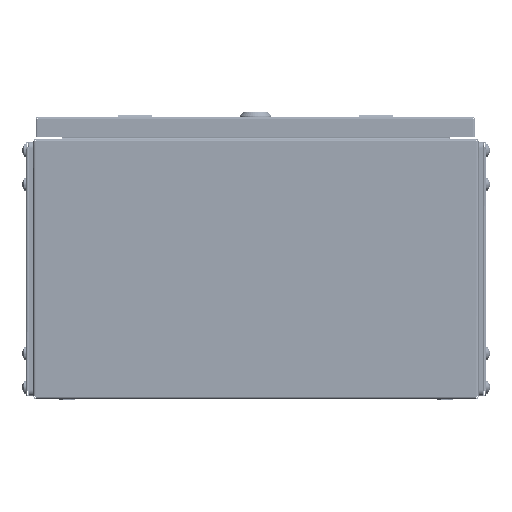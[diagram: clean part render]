
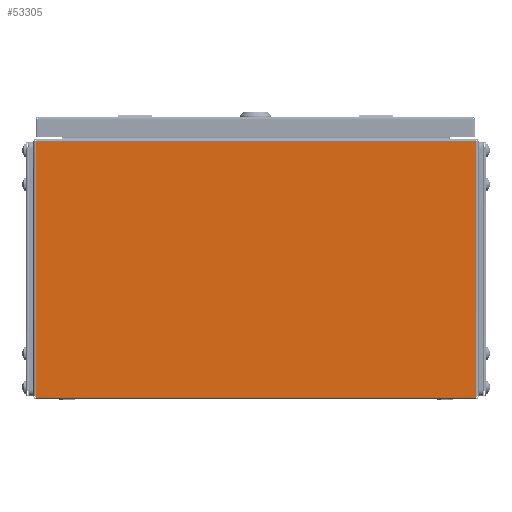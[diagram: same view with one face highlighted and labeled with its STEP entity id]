
A CAD part, left-side view. The second image highlights one B-rep face of the part: STEP entity #53305.
In plain terms, the highlighted planar face has unit normal (-1, 0, 0).
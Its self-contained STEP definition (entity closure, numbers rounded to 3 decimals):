
#4101 = EDGE_CURVE ( 'NONE', #31343, #86092, #19626, .T. ) ;
#5338 = CARTESIAN_POINT ( 'NONE',  ( -250., -195.5, 1. ) ) ;
#6156 = DIRECTION ( 'NONE',  ( 0., 0., -1. ) ) ;
#8175 = EDGE_CURVE ( 'NONE', #52940, #86092, #18180, .T. ) ;
#9032 = LINE ( 'NONE', #69569, #33298 ) ;
#12279 = VERTEX_POINT ( 'NONE', #30845 ) ;
#13472 = CARTESIAN_POINT ( 'NONE',  ( -250., 195.5, 1. ) ) ;
#17429 = ORIENTED_EDGE ( 'NONE', *, *, #8175, .T. ) ;
#17913 = CARTESIAN_POINT ( 'NONE',  ( -250., 195.5, 227.5 ) ) ;
#18180 = LINE ( 'NONE', #45119, #75887 ) ;
#19626 = LINE ( 'NONE', #73084, #37195 ) ;
#23269 = LINE ( 'NONE', #83794, #46201 ) ;
#30845 = CARTESIAN_POINT ( 'NONE',  ( -250., -195.5, 227.5 ) ) ;
#31343 = VERTEX_POINT ( 'NONE', #5338 ) ;
#33298 = VECTOR ( 'NONE', #56322, 1000. ) ;
#37146 = FACE_OUTER_BOUND ( 'NONE', #67406, .T. ) ;
#37195 = VECTOR ( 'NONE', #39514, 1000. ) ;
#39514 = DIRECTION ( 'NONE',  ( 0., 1., 0. ) ) ;
#45119 = CARTESIAN_POINT ( 'NONE',  ( -250., 195.5, 0. ) ) ;
#46081 = EDGE_CURVE ( 'NONE', #12279, #52940, #23269, .T. ) ;
#46201 = VECTOR ( 'NONE', #84247, 1000. ) ;
#50008 = DIRECTION ( 'NONE',  ( 0., 0., -1. ) ) ;
#51324 = ORIENTED_EDGE ( 'NONE', *, *, #46081, .T. ) ;
#52940 = VERTEX_POINT ( 'NONE', #17913 ) ;
#53305 = ADVANCED_FACE ( 'NONE', ( #37146 ), #81262, .F. ) ;
#56322 = DIRECTION ( 'NONE',  ( 0., 0., 1. ) ) ;
#59219 = CARTESIAN_POINT ( 'NONE',  ( -250., 0., 0. ) ) ;
#59647 = DIRECTION ( 'NONE',  ( 1., 0., 0. ) ) ;
#62469 = ORIENTED_EDGE ( 'NONE', *, *, #4101, .F. ) ;
#67406 = EDGE_LOOP ( 'NONE', ( #51324, #17429, #62469, #78976 ) ) ;
#69569 = CARTESIAN_POINT ( 'NONE',  ( -250., -195.5, 0. ) ) ;
#73084 = CARTESIAN_POINT ( 'NONE',  ( -250., 195.5, 1. ) ) ;
#75887 = VECTOR ( 'NONE', #50008, 1000. ) ;
#78467 = EDGE_CURVE ( 'NONE', #31343, #12279, #9032, .T. ) ;
#78976 = ORIENTED_EDGE ( 'NONE', *, *, #78467, .T. ) ;
#79080 = AXIS2_PLACEMENT_3D ( 'NONE', #59219, #59647, #6156 ) ;
#81262 = PLANE ( 'NONE',  #79080 ) ;
#83794 = CARTESIAN_POINT ( 'NONE',  ( -250., -195.5, 227.5 ) ) ;
#84247 = DIRECTION ( 'NONE',  ( 0., 1., 0. ) ) ;
#86092 = VERTEX_POINT ( 'NONE', #13472 ) ;
